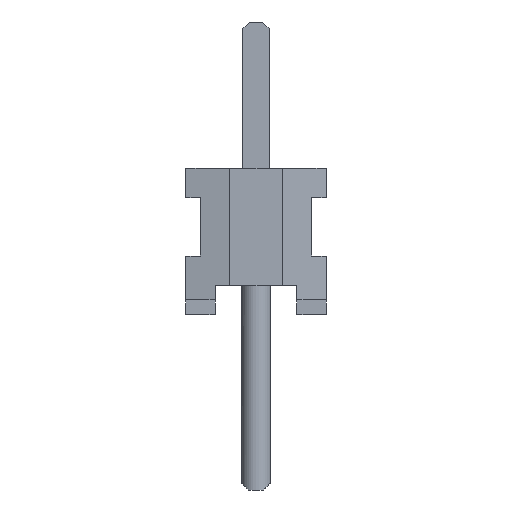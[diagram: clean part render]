
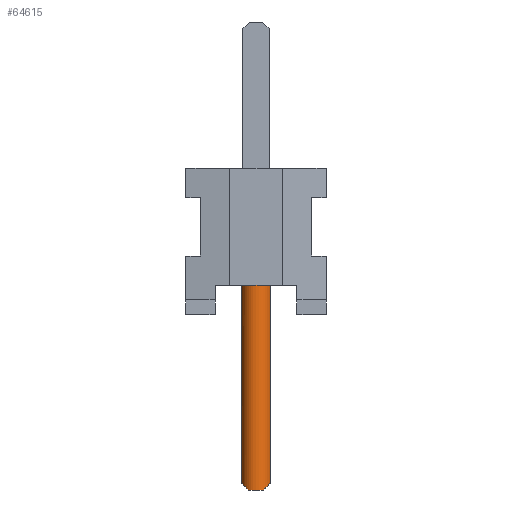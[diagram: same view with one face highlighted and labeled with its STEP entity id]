
A CAD part, left-side view. The second image highlights one B-rep face of the part: STEP entity #64615.
In plain terms, the highlighted cylindrical face has radius 0.254 mm (diameter 0.508 mm), a full revolution.
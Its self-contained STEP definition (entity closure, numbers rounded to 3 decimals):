
#61641 = EDGE_CURVE('',#61642,#61644,#61646,.T.);
#61642 = VERTEX_POINT('',#61643);
#61643 = CARTESIAN_POINT('',(-31.369,0.,1.27));
#61644 = VERTEX_POINT('',#61645);
#61645 = CARTESIAN_POINT('',(-30.895,0.127,1.27));
#61646 = CIRCLE('',#61647,0.254);
#61647 = AXIS2_PLACEMENT_3D('',#61648,#61649,#61650);
#61648 = CARTESIAN_POINT('',(-31.115,0.,1.27));
#61649 = DIRECTION('',(0.,0.,1.));
#61650 = DIRECTION('',(1.,0.,0.));
#61652 = EDGE_CURVE('',#61644,#61642,#61653,.T.);
#61653 = CIRCLE('',#61654,0.254);
#61654 = AXIS2_PLACEMENT_3D('',#61655,#61656,#61657);
#61655 = CARTESIAN_POINT('',(-31.115,0.,1.27));
#61656 = DIRECTION('',(0.,0.,1.));
#61657 = DIRECTION('',(1.,0.,0.));
#64615 = ADVANCED_FACE('',(#64616),#64662,.T.);
#64616 = FACE_BOUND('',#64617,.T.);
#64617 = EDGE_LOOP('',(#64618,#64619,#64626,#64635,#64644,#64653,#64660,
    #64661));
#64618 = ORIENTED_EDGE('',*,*,#61652,.F.);
#64619 = ORIENTED_EDGE('',*,*,#64620,.T.);
#64620 = EDGE_CURVE('',#61644,#64621,#64623,.T.);
#64621 = VERTEX_POINT('',#64622);
#64622 = CARTESIAN_POINT('',(-30.895,0.127,-3.048));
#64623 = B_SPLINE_CURVE_WITH_KNOTS('',1,(#64624,#64625),.UNSPECIFIED.,
  .F.,.F.,(2,2),(0.,4.318),.PIECEWISE_BEZIER_KNOTS.);
#64624 = CARTESIAN_POINT('',(-30.895,0.127,1.27));
#64625 = CARTESIAN_POINT('',(-30.895,0.127,-3.048));
#64626 = ORIENTED_EDGE('',*,*,#64627,.T.);
#64627 = EDGE_CURVE('',#64621,#64628,#64630,.T.);
#64628 = VERTEX_POINT('',#64629);
#64629 = CARTESIAN_POINT('',(-31.335,0.127,-3.048));
#64630 = ELLIPSE('',#64631,0.359,0.254);
#64631 = AXIS2_PLACEMENT_3D('',#64632,#64633,#64634);
#64632 = CARTESIAN_POINT('',(-31.115,0.,-3.175));
#64633 = DIRECTION('',(0.,-0.707,0.707));
#64634 = DIRECTION('',(0.,-0.707,-0.707));
#64635 = ORIENTED_EDGE('',*,*,#64636,.T.);
#64636 = EDGE_CURVE('',#64628,#64637,#64639,.T.);
#64637 = VERTEX_POINT('',#64638);
#64638 = CARTESIAN_POINT('',(-31.335,-0.127,-3.048));
#64639 = CIRCLE('',#64640,0.254);
#64640 = AXIS2_PLACEMENT_3D('',#64641,#64642,#64643);
#64641 = CARTESIAN_POINT('',(-31.115,0.,-3.048));
#64642 = DIRECTION('',(0.,0.,1.));
#64643 = DIRECTION('',(0.,-1.,0.));
#64644 = ORIENTED_EDGE('',*,*,#64645,.T.);
#64645 = EDGE_CURVE('',#64637,#64646,#64648,.T.);
#64646 = VERTEX_POINT('',#64647);
#64647 = CARTESIAN_POINT('',(-30.895,-0.127,-3.048));
#64648 = ELLIPSE('',#64649,0.359,0.254);
#64649 = AXIS2_PLACEMENT_3D('',#64650,#64651,#64652);
#64650 = CARTESIAN_POINT('',(-31.115,0.,-3.175));
#64651 = DIRECTION('',(0.,0.707,0.707));
#64652 = DIRECTION('',(0.,0.707,-0.707));
#64653 = ORIENTED_EDGE('',*,*,#64654,.T.);
#64654 = EDGE_CURVE('',#64646,#64621,#64655,.T.);
#64655 = CIRCLE('',#64656,0.254);
#64656 = AXIS2_PLACEMENT_3D('',#64657,#64658,#64659);
#64657 = CARTESIAN_POINT('',(-31.115,0.,-3.048));
#64658 = DIRECTION('',(0.,0.,1.));
#64659 = DIRECTION('',(0.,-1.,0.));
#64660 = ORIENTED_EDGE('',*,*,#64620,.F.);
#64661 = ORIENTED_EDGE('',*,*,#61641,.F.);
#64662 = CYLINDRICAL_SURFACE('',#64663,0.254);
#64663 = AXIS2_PLACEMENT_3D('',#64664,#64665,#64666);
#64664 = CARTESIAN_POINT('',(-31.115,0.,1.27));
#64665 = DIRECTION('',(0.,0.,-1.));
#64666 = DIRECTION('',(0.,1.,0.));
